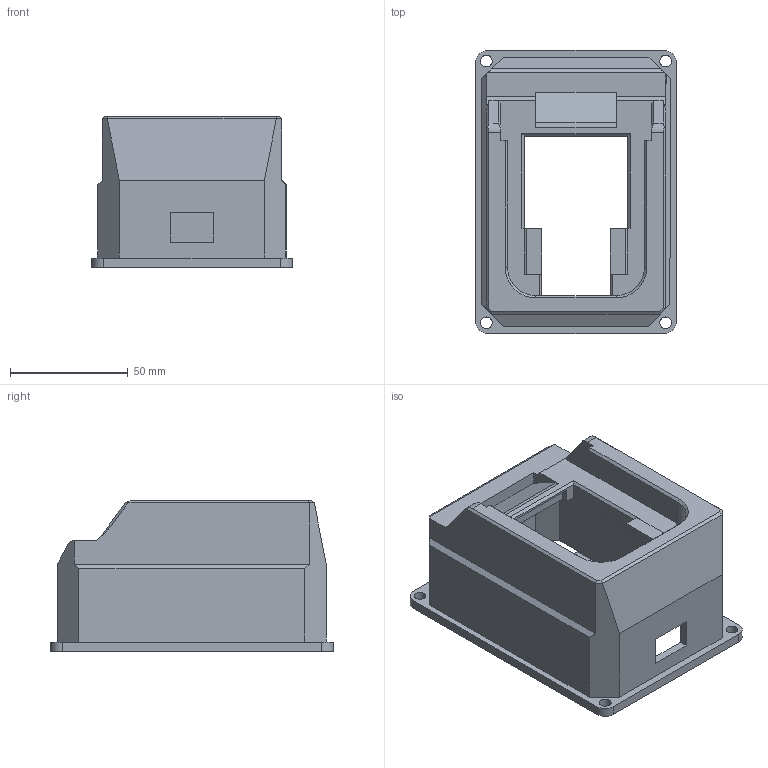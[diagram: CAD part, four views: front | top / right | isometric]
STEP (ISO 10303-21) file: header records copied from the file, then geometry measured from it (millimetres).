
FILE_DESCRIPTION(/* description */ (''),/* implementation_level */ '2;1');
FILE_NAME(/* name */ 'Cordless Lamp Makita v1.step',/* time_stamp */ '2021-11-06T12:56:17+01:00',/* author */ (''),/* organization */ (''),/* preprocessor_version */ 'ST-DEVELOPER v18.1',/* originating_system */ 'Autodesk Translation Framework v10.10.0.1391',/* authorisation */ '');
FILE_SCHEMA (('AUTOMOTIVE_DESIGN { 1 0 10303 214 3 1 1 }'));
Length unit declared in the file: millimetre
Products named in the file (1): Cordless Lamp Makita
Bounding box: 85 x 120 x 64 mm (x, y, z)
Volume: 140370.1 mm3; surface area: 55087.2 mm2
Topology: 1 solids, 1 shells, 159 faces, 428 edges, 274 vertices
Faces by surface type: plane 141, cylinder 16, cone 2
Full cylindrical faces by diameter (mm): 5 x4
Entity records: 4916 total; most frequent: CARTESIAN_POINT 862, ORIENTED_EDGE 856, DIRECTION 788, EDGE_CURVE 428, LINE 388, VECTOR 388, VERTEX_POINT 274, AXIS2_PLACEMENT_3D 200
